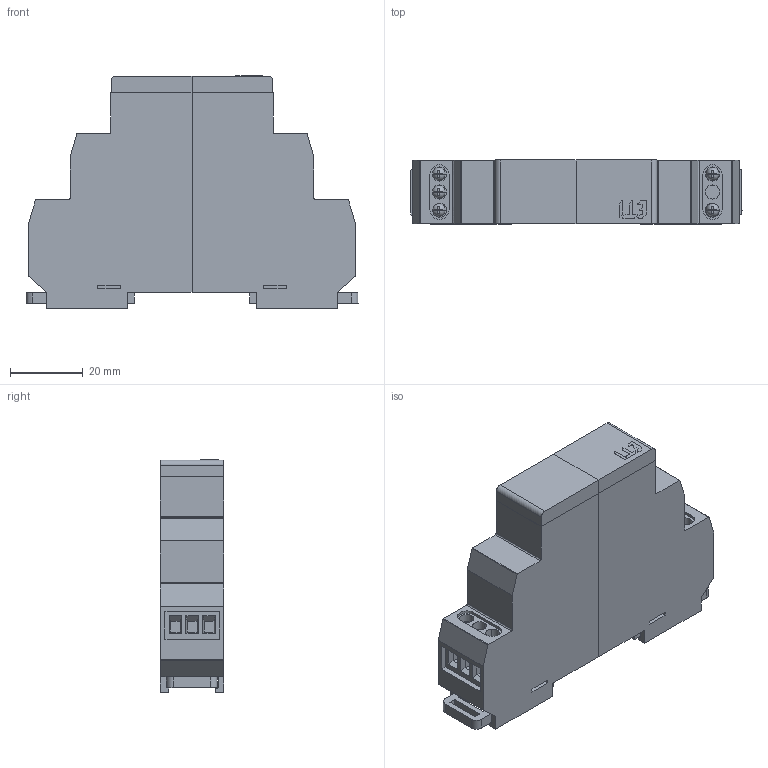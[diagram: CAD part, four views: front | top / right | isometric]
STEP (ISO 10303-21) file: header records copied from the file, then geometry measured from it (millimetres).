
FILE_DESCRIPTION((''),'2;1');
FILE_NAME('ETR-4_ASM','2020-11-05T',('marketing.praksa'),('Audax d.o.o.'),'CREO PARAMETRIC BY PTC INC, 2017480','CREO PARAMETRIC BY PTC INC, 2017480','');
FILE_SCHEMA(('AUTOMOTIVE_DESIGN { 1 0 10303 214 1 1 1 1 }'));
Length unit declared in the file: millimetre
Products named in the file (18): OPEN_CASCADE_STEP_TRANSLATOR-_1; OPEN_CASCADE_STEP_TRANSLAT-24_1; OPEN_CASCADE_STEP_TRANSLAT-51_1; OPEN_CASCADE_STEP_TRANSLAT-65_1; OPEN_CASCADE_STEP_TRANSLAT-89_1; OPEN_CASCADE_STEP_TRANSLA-103_1; OPEN_CASCADE_STEP_TRANSLA-116_1; OPEN_CASCADE_STEP_TRANSLA-130_1; OPEN_CASCADE_STEP_TRANSLA-137_1; OPEN_CASCADE_STEP_TRANSLA-150_1; OPEN_CASCADE_STEP_TRANSLA-130_2_ASM; OPEN_CASCADE_STEP_TRANSLA-170_1; OPEN_CASCADE_STEP_TRANSLA-174_1; OPEN_CASCADE_STEP_TRANSLA-177_1; OPEN_CASCADE_STEP_TRANSLATOR-_2_ASM; VS116K_A_ASM_1_ASM_1_ASM; VS116K_ASM_1_ASM; ETR-4_ASM
Assembly tree (17 placements, depth 6):
  ETR-4_ASM
    VS116K_ASM_1_ASM
      VS116K_A_ASM_1_ASM_1_ASM
        OPEN_CASCADE_STEP_TRANSLATOR-_2_ASM
          OPEN_CASCADE_STEP_TRANSLATOR-_1
          OPEN_CASCADE_STEP_TRANSLAT-24_1
          OPEN_CASCADE_STEP_TRANSLAT-51_1
          OPEN_CASCADE_STEP_TRANSLAT-65_1
          OPEN_CASCADE_STEP_TRANSLAT-89_1
          OPEN_CASCADE_STEP_TRANSLA-103_1
          OPEN_CASCADE_STEP_TRANSLA-116_1
          OPEN_CASCADE_STEP_TRANSLA-130_2_ASM
            OPEN_CASCADE_STEP_TRANSLA-130_1
            OPEN_CASCADE_STEP_TRANSLA-137_1
            OPEN_CASCADE_STEP_TRANSLA-150_1
          OPEN_CASCADE_STEP_TRANSLA-170_1
          OPEN_CASCADE_STEP_TRANSLA-174_1
          OPEN_CASCADE_STEP_TRANSLA-177_1
Bounding box: 91.33 x 17.5 x 64.09 mm (x, y, z)
Volume: 74428.4 mm3; surface area: 18598.2 mm2
Topology: 13 solids, 13 shells, 383 faces, 1016 edges, 666 vertices
Faces by surface type: plane 305, cylinder 58, sphere 10, extrusion 10
Entity records: 16389 total; most frequent: CARTESIAN_POINT 2764, DIRECTION 2059, ORIENTED_EDGE 2014, EDGE_CURVE 1007, PRESENTATION_STYLE_ASSIGNMENT 874, STYLED_ITEM 800, CURVE_STYLE 792, VECTOR 771
